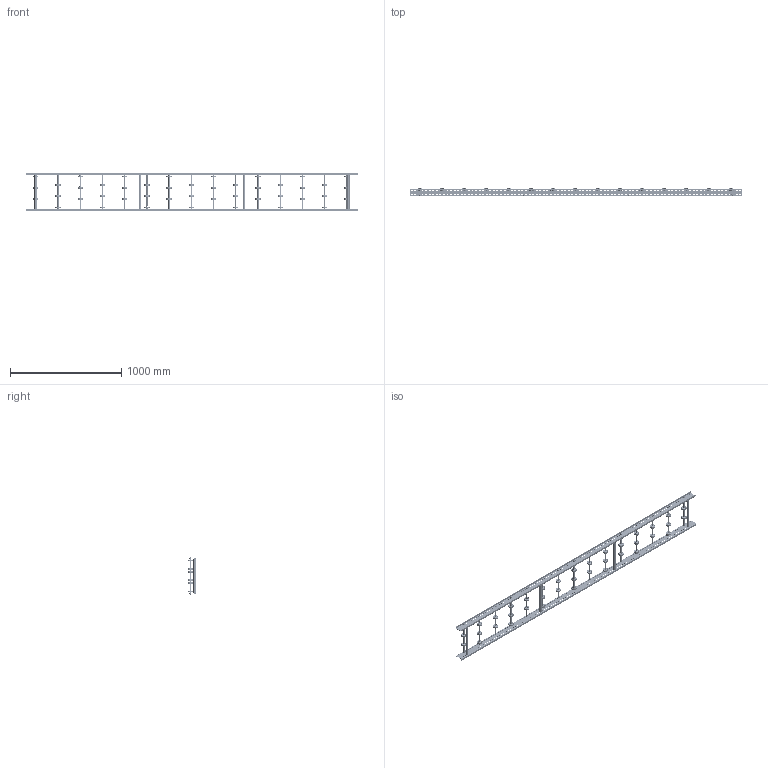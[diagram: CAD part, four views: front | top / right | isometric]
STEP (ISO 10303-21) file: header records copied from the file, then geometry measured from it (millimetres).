
FILE_DESCRIPTION (( 'STEP AP214' ), '1' );
FILE_NAME ('0052452.step', '2021-10-26T13:27:00', ( '' ), ( '' ), 'SwSTEP 2.0', 'SolidWorks 2020', '' );
FILE_SCHEMA (( 'AUTOMOTIVE_DESIGN' ));
Length unit declared in the file: millimetre
Products named in the file (9): S106837_Gewindestange-M8-KFG_L320; 0052452; K0011528_2200-48-8; Röllchenachse-für-Konfiguration_EL300 Stahl; Hutmutter_DIN_1587_M8; Traversen_KFG_L300; Profil_LRB-20x70x20x2_KFG_S109080_U-PROFIL-20-70-20-2-LRB-L=2987,5; 0046278_KB-ROHR-12X1,75mm_KFG_L76; S100994_Sperrzahnschraube_M08x16-8.8-A2K
Assembly tree (66 placements, depth 3):
  0052452
    Profil_LRB-20x70x20x2_KFG_S109080_U-PROFIL-20-70-20-2-LRB-L=2987,5  x2
    S100994_Sperrzahnschraube_M08x16-8.8-A2K  x8
    Traversen_KFG_L300  x4
    Röllchenachse-für-Konfiguration_EL300 Stahl  x15
      S106837_Gewindestange-M8-KFG_L320
      0046278_KB-ROHR-12X1,75mm_KFG_L76
      K0011528_2200-48-8
    Hutmutter_DIN_1587_M8  x30
Bounding box: 2987.5 x 78.99 x 340 mm (x, y, z)
Volume: 2717810.1 mm3; surface area: 2343421.4 mm2
Topology: 202 solids, 202 shells, 7242 faces, 16670 edges, 10344 vertices
Faces by surface type: cylinder 3500, plane 1284, cone 1226, torus 1202, bspline 30
Entity records: 43181 total; most frequent: DIRECTION 7827, CARTESIAN_POINT 7119, ORIENTED_EDGE 6596, AXIS2_PLACEMENT_3D 3374, EDGE_CURVE 3298, VERTEX_POINT 2170, EDGE_LOOP 2146, CIRCLE 2139
